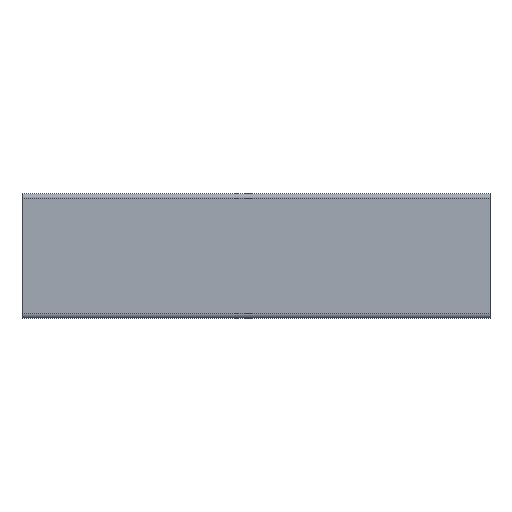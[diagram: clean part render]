
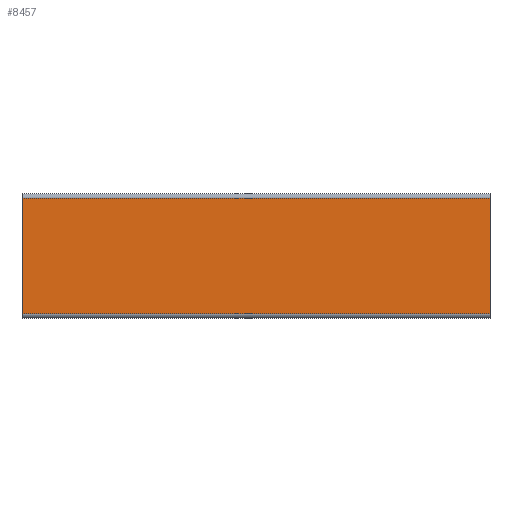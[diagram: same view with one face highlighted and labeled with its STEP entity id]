
A CAD part, left-side view. The second image highlights one B-rep face of the part: STEP entity #8457.
In plain terms, the highlighted face is planar.
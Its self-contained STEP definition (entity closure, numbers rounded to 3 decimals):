
#151 = EDGE_LOOP ( 'NONE', ( #3185, #3147, #3157, #3156 ) ) ;
#1033 = VERTEX_POINT ( 'NONE', #2975 ) ;
#1034 = VERTEX_POINT ( 'NONE', #2979 ) ;
#1234 = VECTOR ( 'NONE', #6861, 1000. ) ;
#1280 = VECTOR ( 'NONE', #6890, 1000. ) ;
#1293 = VECTOR ( 'NONE', #6877, 1000. ) ;
#1421 = VECTOR ( 'NONE', #7074, 1000. ) ;
#1665 = AXIS2_PLACEMENT_3D ( 'NONE', #3859, #3843, #3838 ) ;
#2975 = CARTESIAN_POINT ( 'NONE',  ( 20., -37., 0. ) ) ;
#2979 = CARTESIAN_POINT ( 'NONE',  ( 20., -37., -300. ) ) ;
#3147 = ORIENTED_EDGE ( 'NONE', *, *, #8100, .F. ) ;
#3156 = ORIENTED_EDGE ( 'NONE', *, *, #8110, .T. ) ;
#3157 = ORIENTED_EDGE ( 'NONE', *, *, #8098, .T. ) ;
#3185 = ORIENTED_EDGE ( 'NONE', *, *, #8180, .F. ) ;
#3493 = VERTEX_POINT ( 'NONE', #5309 ) ;
#3505 = VERTEX_POINT ( 'NONE', #5286 ) ;
#3838 = DIRECTION ( 'NONE',  ( 0., 1., 0. ) ) ;
#3843 = DIRECTION ( 'NONE',  ( 1., 0., 0. ) ) ;
#3847 = FACE_OUTER_BOUND ( 'NONE', #151, .T. ) ;
#3852 = PLANE ( 'NONE',  #1665 ) ;
#3859 = CARTESIAN_POINT ( 'NONE',  ( 20., -37., -300. ) ) ;
#5286 = CARTESIAN_POINT ( 'NONE',  ( 20., 37., 0. ) ) ;
#5309 = CARTESIAN_POINT ( 'NONE',  ( 20., 37., -300. ) ) ;
#6861 = DIRECTION ( 'NONE',  ( 0., 0., 1. ) ) ;
#6868 = LINE ( 'NONE', #6896, #1280 ) ;
#6877 = DIRECTION ( 'NONE',  ( 0., 0., 1. ) ) ;
#6882 = LINE ( 'NONE', #6893, #1234 ) ;
#6890 = DIRECTION ( 'NONE',  ( 0., 1., 0. ) ) ;
#6891 = LINE ( 'NONE', #6892, #1293 ) ;
#6892 = CARTESIAN_POINT ( 'NONE',  ( 20., -37., -300. ) ) ;
#6893 = CARTESIAN_POINT ( 'NONE',  ( 20., 37., -300. ) ) ;
#6896 = CARTESIAN_POINT ( 'NONE',  ( 20., -37., -300. ) ) ;
#7025 = LINE ( 'NONE', #7026, #1421 ) ;
#7026 = CARTESIAN_POINT ( 'NONE',  ( 20., -37., 0. ) ) ;
#7074 = DIRECTION ( 'NONE',  ( 0., 1., 0. ) ) ;
#8098 = EDGE_CURVE ( 'NONE', #1034, #3493, #6868, .T. ) ;
#8100 = EDGE_CURVE ( 'NONE', #1034, #1033, #6891, .T. ) ;
#8110 = EDGE_CURVE ( 'NONE', #3493, #3505, #6882, .T. ) ;
#8180 = EDGE_CURVE ( 'NONE', #1033, #3505, #7025, .T. ) ;
#8457 = ADVANCED_FACE ( 'PLANAR_12', ( #3847 ), #3852, .T. ) ;
